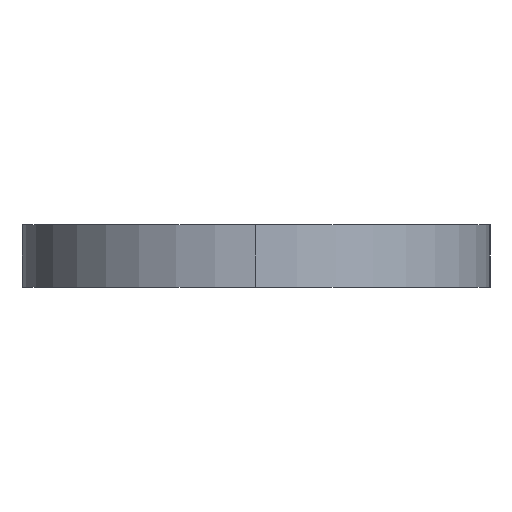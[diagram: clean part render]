
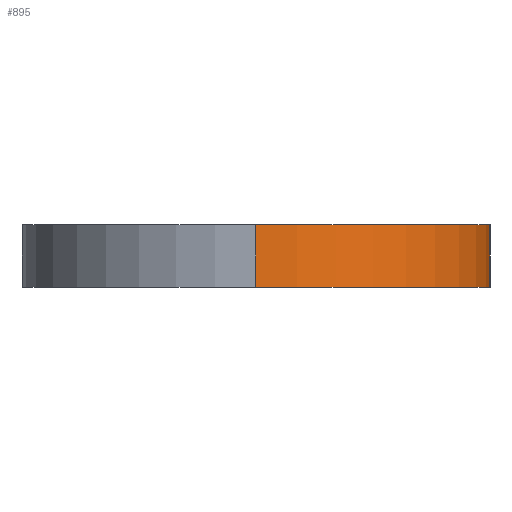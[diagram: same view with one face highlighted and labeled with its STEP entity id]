
A CAD part, left-side view. The second image highlights one B-rep face of the part: STEP entity #895.
In plain terms, the highlighted cylindrical face has radius 15 mm (diameter 30 mm), a partial arc.
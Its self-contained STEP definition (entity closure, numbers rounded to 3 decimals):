
#1 = CARTESIAN_POINT ( 'NONE',  ( -37.5, -15., 4. ) ) ;
#2 = ORIENTED_EDGE ( 'NONE', *, *, #982, .T. ) ;
#51 = CARTESIAN_POINT ( 'NONE',  ( -37.5, 0., 4. ) ) ;
#77 = EDGE_LOOP ( 'NONE', ( #925, #219, #2, #988 ) ) ;
#80 = DIRECTION ( 'NONE',  ( 0., 0., -1. ) ) ;
#132 = CYLINDRICAL_SURFACE ( 'NONE', #546, 15. ) ;
#138 = DIRECTION ( 'NONE',  ( 0., 0., 1. ) ) ;
#182 = EDGE_CURVE ( 'NONE', #315, #836, #414, .T. ) ;
#219 = ORIENTED_EDGE ( 'NONE', *, *, #565, .T. ) ;
#241 = CARTESIAN_POINT ( 'NONE',  ( -52.5, 0., 4. ) ) ;
#262 = AXIS2_PLACEMENT_3D ( 'NONE', #972, #1025, #679 ) ;
#264 = VERTEX_POINT ( 'NONE', #241 ) ;
#315 = VERTEX_POINT ( 'NONE', #677 ) ;
#322 = CIRCLE ( 'NONE', #674, 15. ) ;
#381 = VECTOR ( 'NONE', #1054, 1000. ) ;
#414 = LINE ( 'NONE', #1, #468 ) ;
#468 = VECTOR ( 'NONE', #80, 1000. ) ;
#485 = VERTEX_POINT ( 'NONE', #869 ) ;
#529 = DIRECTION ( 'NONE',  ( 1., 0., 0. ) ) ;
#546 = AXIS2_PLACEMENT_3D ( 'NONE', #51, #899, #1068 ) ;
#559 = EDGE_CURVE ( 'NONE', #264, #315, #322, .T. ) ;
#565 = EDGE_CURVE ( 'NONE', #264, #485, #615, .T. ) ;
#615 = LINE ( 'NONE', #791, #381 ) ;
#644 = FACE_OUTER_BOUND ( 'NONE', #77, .T. ) ;
#674 = AXIS2_PLACEMENT_3D ( 'NONE', #1046, #138, #529 ) ;
#677 = CARTESIAN_POINT ( 'NONE',  ( -37.5, -15., 4. ) ) ;
#679 = DIRECTION ( 'NONE',  ( 1., 0., 0. ) ) ;
#791 = CARTESIAN_POINT ( 'NONE',  ( -52.5, 0., 4. ) ) ;
#836 = VERTEX_POINT ( 'NONE', #884 ) ;
#869 = CARTESIAN_POINT ( 'NONE',  ( -52.5, 0., 0. ) ) ;
#884 = CARTESIAN_POINT ( 'NONE',  ( -37.5, -15., 0. ) ) ;
#895 = ADVANCED_FACE ( 'NONE', ( #644 ), #132, .T. ) ;
#899 = DIRECTION ( 'NONE',  ( 0., 0., -1. ) ) ;
#925 = ORIENTED_EDGE ( 'NONE', *, *, #559, .F. ) ;
#931 = CIRCLE ( 'NONE', #262, 15. ) ;
#972 = CARTESIAN_POINT ( 'NONE',  ( -37.5, 0., 0. ) ) ;
#982 = EDGE_CURVE ( 'NONE', #485, #836, #931, .T. ) ;
#988 = ORIENTED_EDGE ( 'NONE', *, *, #182, .F. ) ;
#1025 = DIRECTION ( 'NONE',  ( 0., 0., 1. ) ) ;
#1046 = CARTESIAN_POINT ( 'NONE',  ( -37.5, 0., 4. ) ) ;
#1054 = DIRECTION ( 'NONE',  ( 0., 0., -1. ) ) ;
#1068 = DIRECTION ( 'NONE',  ( -1., 0., 0. ) ) ;
